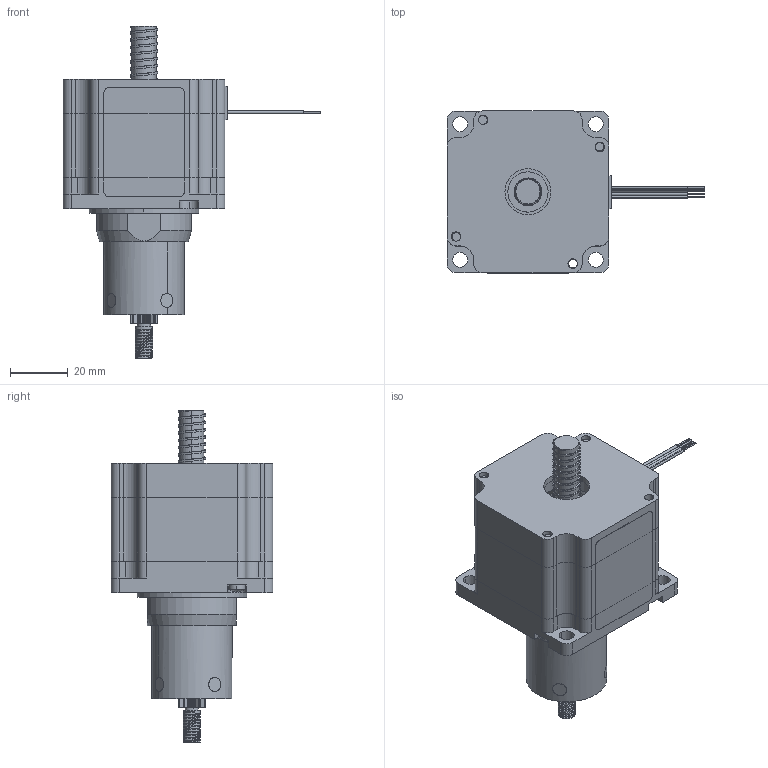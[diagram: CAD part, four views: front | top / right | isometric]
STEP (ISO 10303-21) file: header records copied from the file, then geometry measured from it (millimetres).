
FILE_DESCRIPTION (( 'STEP AP214' ), '1' );
FILE_NAME ('23K21-25.STEP', '2023-03-07T07:58:52', ( '' ), ( '' ), 'SwSTEP 2.0', 'SolidWorks 2022', '' );
FILE_SCHEMA (( 'AUTOMOTIVE_DESIGN' ));
Length unit declared in the file: millimetre
Products named in the file (22): 12-020-1(23H2047).STP; 57花键轴.STP; 12-008(4线护线套).STP; 06-603-3.STP; 02-025(23H2047).STP; 01-011(前盖).STP; 09-009-2(红白).STP; 09-009-1(红).STP; 06-342.STP; 09-009-3(绿).STP; 15-001-037(23H2047）.STP; 11-009(M3x41).STP; 23E=后盖.STP; 23K滑轨.STP; 57单厚标签.STP; 09-009-4(绿白).STP; 23K滑轨注塑.STP; 02-026-3(3A).STP; 10-082.STP; 丝杆.STP; 23K21-25; 23K21-25.STP
Assembly tree (24 placements, depth 4):
  23K21-25
    23K21-25.STP
      02-026-3(3A).STP
        02-025(23H2047).STP
        12-020-1(23H2047).STP  x2
        15-001-037(23H2047）.STP
        12-008(4线护线套).STP
        09-009-1(红).STP
        09-009-2(红白).STP
        09-009-3(绿).STP
        09-009-4(绿白).STP
      06-603-3.STP
        23K滑轨.STP
        23K滑轨注塑.STP
      01-011(前盖).STP
      11-009(M3x41).STP  x3
      23E=后盖.STP
      06-342.STP
      57花键轴.STP
      丝杆.STP
      10-082.STP
      57单厚标签.STP
Bounding box: 89.6 x 56.3 x 115.4 mm (x, y, z)
Volume: 80897.9 mm3; surface area: 91438.5 mm2
Topology: 33 solids, 43 shells, 2276 faces, 6489 edges, 4298 vertices
Faces by surface type: cylinder 1333, plane 889, torus 32, sphere 12, bspline 6, cone 4
Entity records: 70720 total; most frequent: CARTESIAN_POINT 20075, DIRECTION 10706, ORIENTED_EDGE 10350, EDGE_CURVE 5182, AXIS2_PLACEMENT_3D 4053, VERTEX_POINT 3422, VECTOR 2600, LINE 2600
